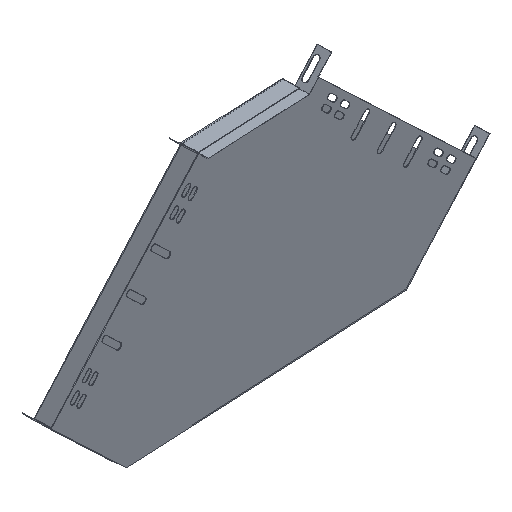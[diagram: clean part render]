
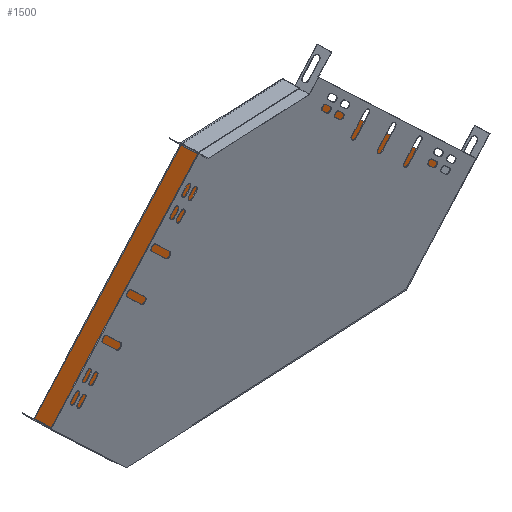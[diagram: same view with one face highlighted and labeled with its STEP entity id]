
A CAD part, isometric view. The second image highlights one B-rep face of the part: STEP entity #1500.
In plain terms, the highlighted planar face has unit normal (0.022, -1, 0.006).
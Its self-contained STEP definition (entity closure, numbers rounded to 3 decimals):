
#9 = VECTOR ( 'NONE', #2620, 1000. ) ;
#41 = LINE ( 'NONE', #2550, #9 ) ;
#53 = VERTEX_POINT ( 'NONE', #4787 ) ;
#72 = ORIENTED_EDGE ( 'NONE', *, *, #5023, .T. ) ;
#185 = ORIENTED_EDGE ( 'NONE', *, *, #4481, .T. ) ;
#326 = DIRECTION ( 'NONE',  ( 0.027, -0.006, -1. ) ) ;
#445 = CARTESIAN_POINT ( 'NONE',  ( 109.069, 45.454, 80.328 ) ) ;
#458 = DIRECTION ( 'NONE',  ( 0.022, -1., 0.006 ) ) ;
#468 = PLANE ( 'NONE',  #581 ) ;
#522 = VECTOR ( 'NONE', #4341, 1000. ) ;
#526 = LINE ( 'NONE', #4319, #522 ) ;
#538 = LINE ( 'NONE', #4369, #559 ) ;
#559 = VECTOR ( 'NONE', #4364, 1000. ) ;
#581 = AXIS2_PLACEMENT_3D ( 'NONE', #445, #458, #326 ) ;
#587 = CARTESIAN_POINT ( 'NONE',  ( -250.757, 38.913, 283.511 ) ) ;
#601 = ORIENTED_EDGE ( 'NONE', *, *, #5136, .F. ) ;
#605 = DIRECTION ( 'NONE',  ( 0.687, 0.02, 0.726 ) ) ;
#695 = DIRECTION ( 'NONE',  ( -0.687, -0.02, -0.726 ) ) ;
#739 = CARTESIAN_POINT ( 'NONE',  ( 109.082, 45.451, 79.828 ) ) ;
#815 = CARTESIAN_POINT ( 'NONE',  ( -457.674, 33.009, 64.503 ) ) ;
#955 = VERTEX_POINT ( 'NONE', #2893 ) ;
#1027 = VERTEX_POINT ( 'NONE', #2748 ) ;
#1069 = ORIENTED_EDGE ( 'NONE', *, *, #2250, .F. ) ;
#1125 = CARTESIAN_POINT ( 'NONE',  ( 109.082, 45.451, 79.828 ) ) ;
#1151 = ORIENTED_EDGE ( 'NONE', *, *, #1839, .F. ) ;
#1444 = EDGE_CURVE ( 'NONE', #2838, #1027, #3653, .T. ) ;
#1500 = ADVANCED_FACE ( 'NONE', ( #3637 ), #468, .T. ) ;
#1589 = VERTEX_POINT ( 'NONE', #5156 ) ;
#1756 = ORIENTED_EDGE ( 'NONE', *, *, #1874, .F. ) ;
#1782 = ORIENTED_EDGE ( 'NONE', *, *, #3021, .F. ) ;
#1814 = CARTESIAN_POINT ( 'NONE',  ( -250.757, 38.913, 283.511 ) ) ;
#1839 = EDGE_CURVE ( 'NONE', #2346, #955, #3389, .T. ) ;
#1841 = CARTESIAN_POINT ( 'NONE',  ( -250.771, 38.915, 284.011 ) ) ;
#1864 = VECTOR ( 'NONE', #605, 1000. ) ;
#1867 = LINE ( 'NONE', #587, #1864 ) ;
#1874 = EDGE_CURVE ( 'NONE', #2933, #4695, #3341, .T. ) ;
#2111 = DIRECTION ( 'NONE',  ( 0.027, -0.006, -1. ) ) ;
#2186 = CARTESIAN_POINT ( 'NONE',  ( 109.069, 45.454, 80.328 ) ) ;
#2250 = EDGE_CURVE ( 'NONE', #955, #53, #2799, .T. ) ;
#2285 = DIRECTION ( 'NONE',  ( 0.726, 0.011, -0.688 ) ) ;
#2298 = CARTESIAN_POINT ( 'NONE',  ( -457.674, 33.009, 64.503 ) ) ;
#2346 = VERTEX_POINT ( 'NONE', #2603 ) ;
#2455 = EDGE_CURVE ( 'NONE', #2933, #1589, #2553, .T. ) ;
#2490 = VECTOR ( 'NONE', #2285, 1000. ) ;
#2550 = CARTESIAN_POINT ( 'NONE',  ( -250.771, 38.915, 284.011 ) ) ;
#2553 = LINE ( 'NONE', #2298, #2490 ) ;
#2603 = CARTESIAN_POINT ( 'NONE',  ( -109.435, 42.018, 287.833 ) ) ;
#2620 = DIRECTION ( 'NONE',  ( 0.027, -0.006, -1. ) ) ;
#2748 = CARTESIAN_POINT ( 'NONE',  ( 23.369, 43.007, -10.681 ) ) ;
#2792 = VECTOR ( 'NONE', #3047, 1000. ) ;
#2799 = LINE ( 'NONE', #3085, #2792 ) ;
#2838 = VERTEX_POINT ( 'NONE', #1125 ) ;
#2893 = CARTESIAN_POINT ( 'NONE',  ( -109.422, 42.015, 287.333 ) ) ;
#2933 = VERTEX_POINT ( 'NONE', #815 ) ;
#3021 = EDGE_CURVE ( 'NONE', #4695, #3898, #1867, .T. ) ;
#3047 = DIRECTION ( 'NONE',  ( 0.726, 0.011, -0.688 ) ) ;
#3085 = CARTESIAN_POINT ( 'NONE',  ( -109.422, 42.015, 287.333 ) ) ;
#3332 = VECTOR ( 'NONE', #4307, 1000. ) ;
#3341 = LINE ( 'NONE', #4347, #3332 ) ;
#3377 = VECTOR ( 'NONE', #4540, 1000. ) ;
#3389 = LINE ( 'NONE', #4530, #3377 ) ;
#3535 = CARTESIAN_POINT ( 'NONE',  ( -457.687, 33.012, 65.003 ) ) ;
#3637 = FACE_OUTER_BOUND ( 'NONE', #4967, .T. ) ;
#3645 = VECTOR ( 'NONE', #695, 1000. ) ;
#3653 = LINE ( 'NONE', #739, #3645 ) ;
#3722 = ORIENTED_EDGE ( 'NONE', *, *, #1444, .F. ) ;
#3898 = VERTEX_POINT ( 'NONE', #1814 ) ;
#4307 = DIRECTION ( 'NONE',  ( -0.027, 0.006, 1. ) ) ;
#4319 = CARTESIAN_POINT ( 'NONE',  ( 23.369, 43.007, -10.681 ) ) ;
#4341 = DIRECTION ( 'NONE',  ( 0.999, 0.022, 0.027 ) ) ;
#4347 = CARTESIAN_POINT ( 'NONE',  ( -457.674, 33.009, 64.503 ) ) ;
#4364 = DIRECTION ( 'NONE',  ( -0.999, -0.022, -0.027 ) ) ;
#4369 = CARTESIAN_POINT ( 'NONE',  ( -250.771, 38.915, 284.011 ) ) ;
#4455 = EDGE_CURVE ( 'NONE', #2346, #5232, #538, .T. ) ;
#4481 = EDGE_CURVE ( 'NONE', #1589, #1027, #526, .T. ) ;
#4509 = ORIENTED_EDGE ( 'NONE', *, *, #4455, .T. ) ;
#4530 = CARTESIAN_POINT ( 'NONE',  ( -109.435, 42.018, 287.833 ) ) ;
#4540 = DIRECTION ( 'NONE',  ( 0.027, -0.006, -1. ) ) ;
#4695 = VERTEX_POINT ( 'NONE', #3535 ) ;
#4787 = CARTESIAN_POINT ( 'NONE',  ( 109.069, 45.454, 80.328 ) ) ;
#4967 = EDGE_LOOP ( 'NONE', ( #1782, #1756, #4973, #185, #3722, #601, #1069, #1151, #4509, #72 ) ) ;
#4973 = ORIENTED_EDGE ( 'NONE', *, *, #2455, .T. ) ;
#5023 = EDGE_CURVE ( 'NONE', #5232, #3898, #41, .T. ) ;
#5103 = VECTOR ( 'NONE', #2111, 1000. ) ;
#5136 = EDGE_CURVE ( 'NONE', #53, #2838, #5160, .T. ) ;
#5156 = CARTESIAN_POINT ( 'NONE',  ( -367.172, 34.433, -21.242 ) ) ;
#5160 = LINE ( 'NONE', #2186, #5103 ) ;
#5232 = VERTEX_POINT ( 'NONE', #1841 ) ;
